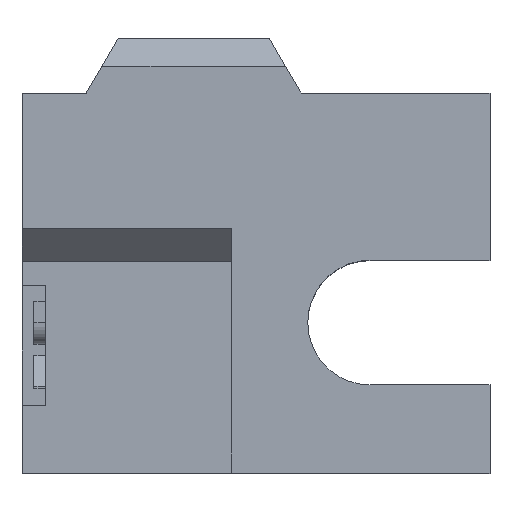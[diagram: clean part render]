
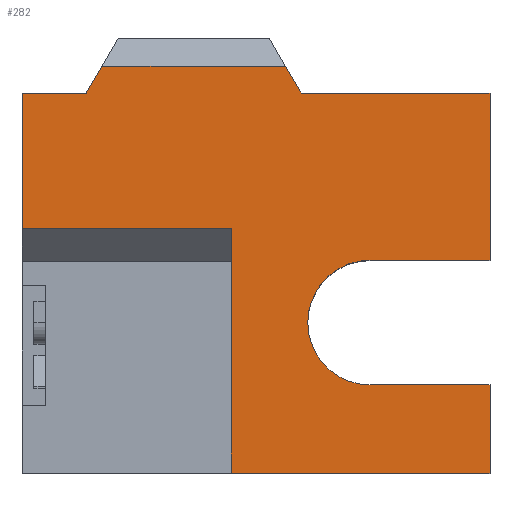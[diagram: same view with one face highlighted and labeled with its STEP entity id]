
A CAD part, top view. The second image highlights one B-rep face of the part: STEP entity #282.
In plain terms, the highlighted planar face has unit normal (0, 0, 1).
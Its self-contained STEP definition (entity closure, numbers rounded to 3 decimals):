
#123=CIRCLE('',#3412,1.325);
#282=ADVANCED_FACE('',(#593),#433,.T.);
#433=PLANE('',#3430);
#593=FACE_OUTER_BOUND('',#772,.T.);
#772=EDGE_LOOP('',(#1551,#1552,#1553,#1554,#1555,#1556,#1557,#1558,#1559,
#1560,#1561,#1562,#1563,#1564));
#1551=ORIENTED_EDGE('',*,*,#2394,.T.);
#1552=ORIENTED_EDGE('',*,*,#2393,.F.);
#1553=ORIENTED_EDGE('',*,*,#2311,.F.);
#1554=ORIENTED_EDGE('',*,*,#2395,.F.);
#1555=ORIENTED_EDGE('',*,*,#2296,.T.);
#1556=ORIENTED_EDGE('',*,*,#2396,.T.);
#1557=ORIENTED_EDGE('',*,*,#2397,.F.);
#1558=ORIENTED_EDGE('',*,*,#2378,.F.);
#1559=ORIENTED_EDGE('',*,*,#2350,.F.);
#1560=ORIENTED_EDGE('',*,*,#2354,.F.);
#1561=ORIENTED_EDGE('',*,*,#2357,.F.);
#1562=ORIENTED_EDGE('',*,*,#2364,.F.);
#1563=ORIENTED_EDGE('',*,*,#2386,.F.);
#1564=ORIENTED_EDGE('',*,*,#2388,.F.);
#1896=VERTEX_POINT('',#4928);
#1897=VERTEX_POINT('',#4930);
#1911=VERTEX_POINT('',#4964);
#1912=VERTEX_POINT('',#4966);
#1937=VERTEX_POINT('',#5041);
#1938=VERTEX_POINT('',#5043);
#1940=VERTEX_POINT('',#5049);
#1942=VERTEX_POINT('',#5055);
#1948=VERTEX_POINT('',#5069);
#1957=VERTEX_POINT('',#5099);
#1959=VERTEX_POINT('',#5112);
#1961=VERTEX_POINT('',#5117);
#1963=VERTEX_POINT('',#5126);
#1964=VERTEX_POINT('',#5133);
#2296=EDGE_CURVE('',#1897,#1896,#2713,.T.);
#2311=EDGE_CURVE('',#1911,#1912,#2725,.T.);
#2350=EDGE_CURVE('',#1937,#1938,#2761,.T.);
#2354=EDGE_CURVE('',#1940,#1937,#123,.T.);
#2357=EDGE_CURVE('',#1942,#1940,#2766,.T.);
#2364=EDGE_CURVE('',#1948,#1942,#2773,.T.);
#2378=EDGE_CURVE('',#1938,#1957,#2787,.T.);
#2386=EDGE_CURVE('',#1959,#1948,#2795,.T.);
#2388=EDGE_CURVE('',#1961,#1959,#2797,.T.);
#2393=EDGE_CURVE('',#1912,#1963,#2802,.T.);
#2394=EDGE_CURVE('',#1961,#1963,#2803,.T.);
#2395=EDGE_CURVE('',#1897,#1911,#2804,.T.);
#2396=EDGE_CURVE('',#1896,#1964,#2805,.T.);
#2397=EDGE_CURVE('',#1957,#1964,#2806,.T.);
#2713=LINE('',#4929,#3118);
#2725=LINE('',#4965,#3130);
#2761=LINE('',#5042,#3166);
#2766=LINE('',#5056,#3171);
#2773=LINE('',#5070,#3178);
#2787=LINE('',#5098,#3192);
#2795=LINE('',#5113,#3200);
#2797=LINE('',#5118,#3202);
#2802=LINE('',#5127,#3207);
#2803=LINE('',#5129,#3208);
#2804=LINE('',#5131,#3209);
#2805=LINE('',#5132,#3210);
#2806=LINE('',#5134,#3211);
#3118=VECTOR('',#4029,1.);
#3130=VECTOR('',#4059,1.);
#3166=VECTOR('',#4125,1.);
#3171=VECTOR('',#4138,1.);
#3178=VECTOR('',#4147,1.);
#3192=VECTOR('',#4173,1.);
#3200=VECTOR('',#4189,1.);
#3202=VECTOR('',#4193,1.);
#3207=VECTOR('',#4202,1.);
#3208=VECTOR('',#4205,1.);
#3209=VECTOR('',#4208,1.);
#3210=VECTOR('',#4209,1.);
#3211=VECTOR('',#4210,1.);
#3412=AXIS2_PLACEMENT_3D('',#5050,#4132,#4133);
#3430=AXIS2_PLACEMENT_3D('',#5135,#4211,#4212);
#4029=DIRECTION('',(1.,0.,0.));
#4059=DIRECTION('',(1.,0.,0.));
#4125=DIRECTION('',(1.,0.,0.));
#4132=DIRECTION('',(0.,0.,1.));
#4133=DIRECTION('',(0.,1.,0.));
#4138=DIRECTION('',(-1.,0.,0.));
#4147=DIRECTION('',(0.,-1.,0.));
#4173=DIRECTION('',(0.,-1.,0.));
#4189=DIRECTION('',(1.,0.,0.));
#4193=DIRECTION('',(0.5,-0.866,0.));
#4202=DIRECTION('',(0.5,0.866,0.));
#4205=DIRECTION('',(-1.,0.,0.));
#4208=DIRECTION('',(0.,1.,0.));
#4209=DIRECTION('',(0.,-1.,0.));
#4210=DIRECTION('',(-1.,0.,0.));
#4211=DIRECTION('',(0.,0.,1.));
#4212=DIRECTION('',(1.,0.,0.));
#4928=CARTESIAN_POINT('',(4.45,5.2,11.35));
#4929=CARTESIAN_POINT('',(0.,5.2,11.35));
#4930=CARTESIAN_POINT('',(0.,5.2,11.35));
#4964=CARTESIAN_POINT('',(0.,8.08,11.35));
#4965=CARTESIAN_POINT('',(0.,8.08,11.35));
#4966=CARTESIAN_POINT('',(1.367,8.08,11.35));
#5041=CARTESIAN_POINT('',(7.4,1.875,11.35));
#5042=CARTESIAN_POINT('',(7.4,1.875,11.35));
#5043=CARTESIAN_POINT('',(9.95,1.875,11.35));
#5049=CARTESIAN_POINT('',(7.4,4.525,11.35));
#5050=CARTESIAN_POINT('',(7.4,3.2,11.35));
#5055=CARTESIAN_POINT('',(9.95,4.525,11.35));
#5056=CARTESIAN_POINT('',(9.95,4.525,11.35));
#5069=CARTESIAN_POINT('',(9.95,8.08,11.35));
#5070=CARTESIAN_POINT('',(9.95,8.08,11.35));
#5098=CARTESIAN_POINT('',(9.95,1.875,11.35));
#5099=CARTESIAN_POINT('',(9.95,0.,11.35));
#5112=CARTESIAN_POINT('',(5.933,8.08,11.35));
#5113=CARTESIAN_POINT('',(5.933,8.08,11.35));
#5117=CARTESIAN_POINT('',(5.604,8.65,11.35));
#5118=CARTESIAN_POINT('',(5.604,8.65,11.35));
#5126=CARTESIAN_POINT('',(1.696,8.65,11.35));
#5127=CARTESIAN_POINT('',(1.367,8.08,11.35));
#5129=CARTESIAN_POINT('',(5.604,8.65,11.35));
#5131=CARTESIAN_POINT('',(0.,5.2,11.35));
#5132=CARTESIAN_POINT('',(4.45,5.2,11.35));
#5133=CARTESIAN_POINT('',(4.45,0.,11.35));
#5134=CARTESIAN_POINT('',(9.95,0.,11.35));
#5135=CARTESIAN_POINT('',(-0.498,-0.463,11.35));
